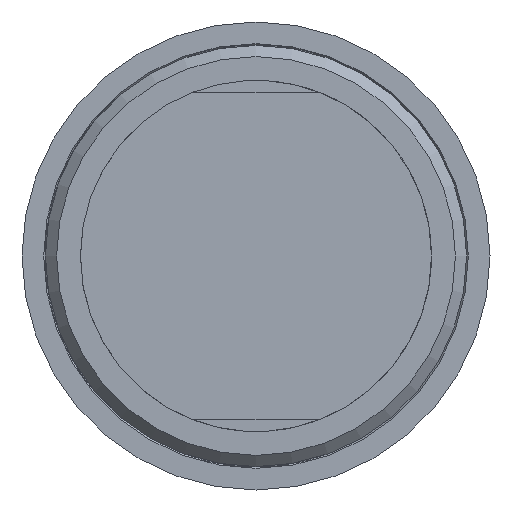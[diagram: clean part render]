
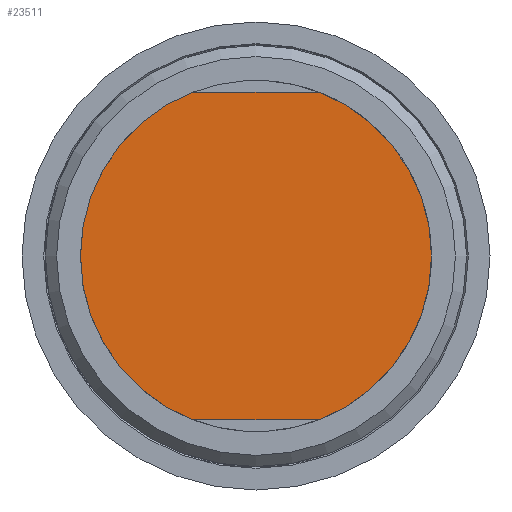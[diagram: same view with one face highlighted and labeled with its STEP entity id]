
A CAD part, front view. The second image highlights one B-rep face of the part: STEP entity #23511.
In plain terms, the highlighted planar face has unit normal (0, -1, 0).
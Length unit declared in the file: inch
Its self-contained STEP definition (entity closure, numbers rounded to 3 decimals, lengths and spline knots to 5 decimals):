
#1222 = VECTOR ( 'NONE', #37047, 39.37008 ) ;
#1791 = CARTESIAN_POINT ( 'NONE',  ( 0.3366, 0., -0.87499 ) ) ;
#1971 = DIRECTION ( 'NONE',  ( 0., 0., -1. ) ) ;
#2004 = AXIS2_PLACEMENT_3D ( 'NONE', #2091, #16483, #1971 ) ;
#2091 = CARTESIAN_POINT ( 'NONE',  ( 0., 0., 0. ) ) ;
#3079 = AXIS2_PLACEMENT_3D ( 'NONE', #11156, #34468, #37175 ) ;
#4117 = VERTEX_POINT ( 'NONE', #1791 ) ;
#4736 = ORIENTED_EDGE ( 'NONE', *, *, #23513, .F. ) ;
#6403 = EDGE_CURVE ( 'NONE', #8782, #7564, #29963, .T. ) ;
#7241 = DIRECTION ( 'NONE',  ( 0., -1., 0. ) ) ;
#7564 = VERTEX_POINT ( 'NONE', #24682 ) ;
#8782 = VERTEX_POINT ( 'NONE', #9444 ) ;
#8912 = CARTESIAN_POINT ( 'NONE',  ( 0.3366, 0., 0.87499 ) ) ;
#9395 = EDGE_LOOP ( 'NONE', ( #12736, #28088, #4736, #25446 ) ) ;
#9444 = CARTESIAN_POINT ( 'NONE',  ( -0.3366, 0., 0.87499 ) ) ;
#9600 = EDGE_CURVE ( 'NONE', #8782, #14994, #21177, .T. ) ;
#10189 = DIRECTION ( 'NONE',  ( 0., 0., -1. ) ) ;
#10930 = AXIS2_PLACEMENT_3D ( 'NONE', #27537, #7241, #10189 ) ;
#11156 = CARTESIAN_POINT ( 'NONE',  ( 0., 0., 0. ) ) ;
#11272 = DIRECTION ( 'NONE',  ( 1., 0., 0. ) ) ;
#12736 = ORIENTED_EDGE ( 'NONE', *, *, #9600, .F. ) ;
#14994 = VERTEX_POINT ( 'NONE', #8912 ) ;
#15794 = FACE_OUTER_BOUND ( 'NONE', #9395, .T. ) ;
#16483 = DIRECTION ( 'NONE',  ( 0., -1., 0. ) ) ;
#16886 = PLANE ( 'NONE',  #3079 ) ;
#21177 = LINE ( 'NONE', #35110, #28061 ) ;
#22479 = CARTESIAN_POINT ( 'NONE',  ( 0., 0., -0.87499 ) ) ;
#23511 = ADVANCED_FACE ( 'NONE', ( #15794 ), #16886, .T. ) ;
#23513 = EDGE_CURVE ( 'NONE', #4117, #7564, #26302, .T. ) ;
#24682 = CARTESIAN_POINT ( 'NONE',  ( -0.3366, 0., -0.87499 ) ) ;
#25446 = ORIENTED_EDGE ( 'NONE', *, *, #35740, .T. ) ;
#26302 = LINE ( 'NONE', #22479, #1222 ) ;
#27537 = CARTESIAN_POINT ( 'NONE',  ( 0., 0., 0. ) ) ;
#28061 = VECTOR ( 'NONE', #11272, 39.37008 ) ;
#28088 = ORIENTED_EDGE ( 'NONE', *, *, #6403, .T. ) ;
#29963 = CIRCLE ( 'NONE', #10930, 0.9375 ) ;
#34468 = DIRECTION ( 'NONE',  ( 0., -1., 0. ) ) ;
#35110 = CARTESIAN_POINT ( 'NONE',  ( 0., 0., 0.87499 ) ) ;
#35740 = EDGE_CURVE ( 'NONE', #4117, #14994, #37722, .T. ) ;
#37047 = DIRECTION ( 'NONE',  ( -1., 0., 0. ) ) ;
#37175 = DIRECTION ( 'NONE',  ( 0., 0., -1. ) ) ;
#37722 = CIRCLE ( 'NONE', #2004, 0.9375 ) ;
